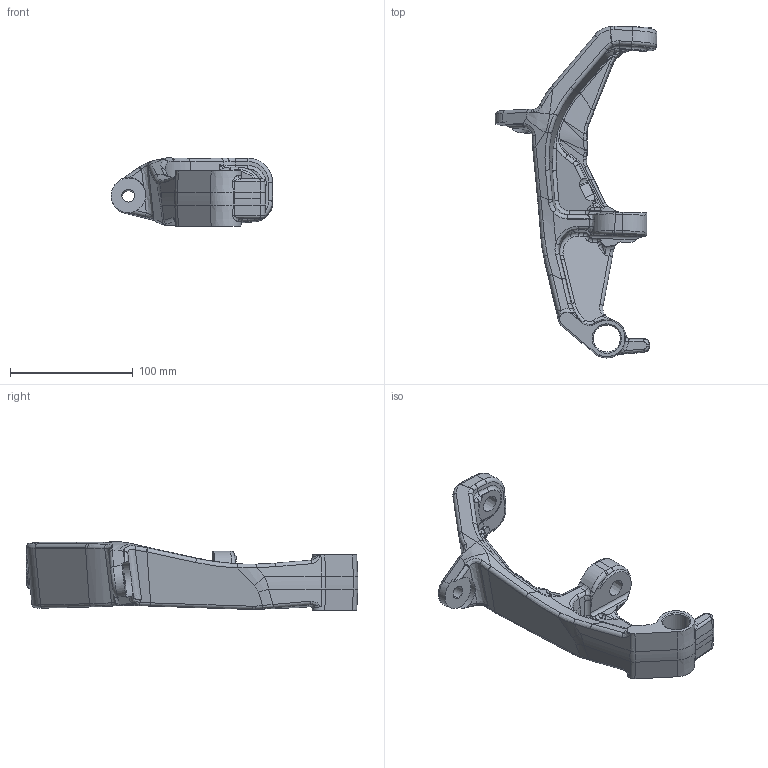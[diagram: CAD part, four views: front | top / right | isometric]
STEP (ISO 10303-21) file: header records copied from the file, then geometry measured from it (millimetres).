
FILE_DESCRIPTION (( 'STEP AP214' ), '1' );
FILE_NAME ('S10300001-01.STEP', '2024-03-12T09:59:43', ( '' ), ( '' ), 'SwSTEP 2.0', 'SolidWorks 2024', '' );
FILE_SCHEMA (( 'AUTOMOTIVE_DESIGN' ));
Length unit declared in the file: millimetre
Products named in the file (1): S10300001-01
Bounding box: 132.04 x 270.61 x 55.75 mm (x, y, z)
Volume: 346304.7 mm3; surface area: 64322.1 mm2
Topology: 1 solids, 1 shells, 514 faces, 1258 edges, 736 vertices
Faces by surface type: bspline 217, cylinder 145, plane 77, torus 46, cone 24, sphere 5
Entity records: 21775 total; most frequent: CARTESIAN_POINT 11562, ORIENTED_EDGE 2492, DIRECTION 1729, EDGE_CURVE 1246, VERTEX_POINT 736, AXIS2_PLACEMENT_3D 720, EDGE_LOOP 524, ADVANCED_FACE 514
